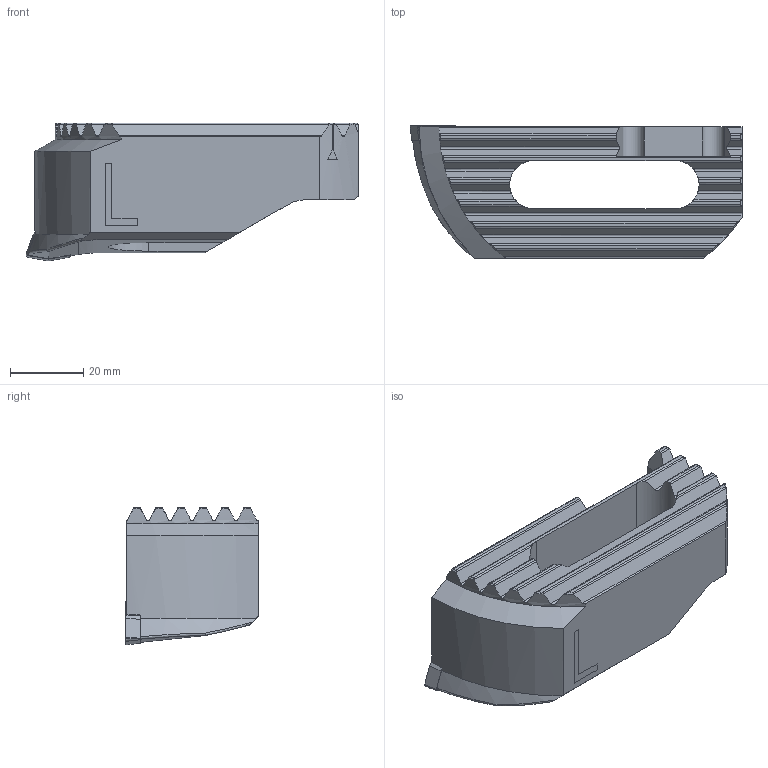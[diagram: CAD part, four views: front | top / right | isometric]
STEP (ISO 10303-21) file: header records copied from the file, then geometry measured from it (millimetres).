
FILE_DESCRIPTION(('no description'),'unknown implementation level');
FILE_NAME('5E104078-F4B1-4558-B8E8-2DA940F303AB_export.stp',' ',('CIMSOURCE GmbH'),('CADClick - KiM GmbH - www.kimweb.de'),'unknown preprocess','ACIS','unknown authorization');
FILE_SCHEMA(('automotive_design'));
Length unit declared in the file: millimetre
Products named in the file (3): 639.272 Kaiser 106-134 SW98 WC06 L|655.651 Kaiser WCMT 06T308 K20C;Kombinieren1; 639.272 Kaiser 106-134 SW98 WC06 L|694.137 Kasier ETL M3,5 X 9,4 T10 IP 10S;Schnitt-Linear austragen2; 639.272 Kaiser 106-134 SW98 WC06 L|639.272 Kaiser 106-134 SW98 WC06 L;RSS-Marke
Bounding box: 90.5 x 36.07 x 37.6 mm (x, y, z)
Volume: 54878.1 mm3; surface area: 16340 mm2
Topology: 3 solids, 3 shells, 230 faces, 630 edges, 408 vertices
Faces by surface type: plane 101, cylinder 87, cone 31, torus 8, bspline 3
Entity records: 16525 total; most frequent: CARTESIAN_POINT 3534, DIRECTION 1269, STYLED_ITEM 1268, PRESENTATION_STYLE_ASSIGNMENT 1268, COLOUR_RGB 1268, ORIENTED_EDGE 1254, EDGE_CURVE 627, CURVE_STYLE 627
